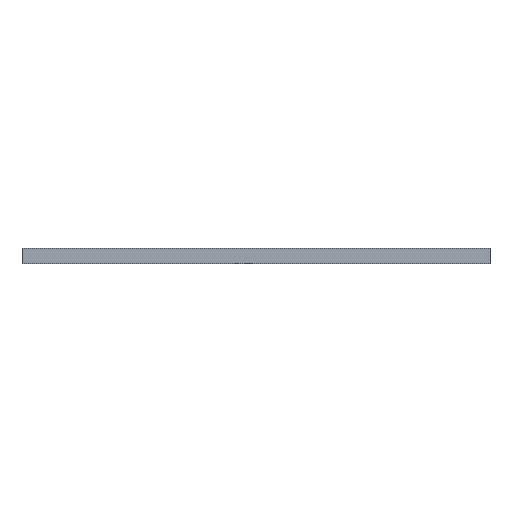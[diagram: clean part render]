
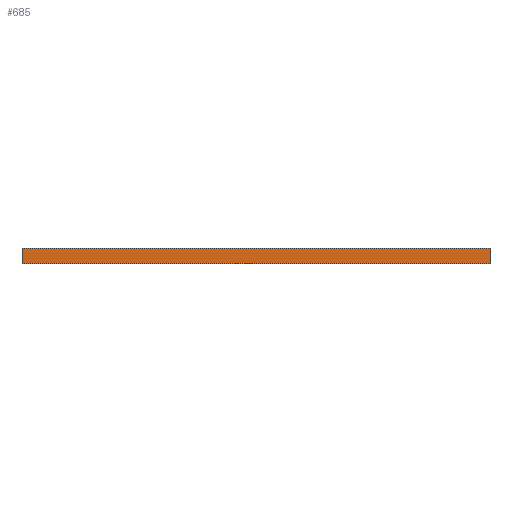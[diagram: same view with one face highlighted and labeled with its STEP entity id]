
A CAD part, left-side view. The second image highlights one B-rep face of the part: STEP entity #685.
In plain terms, the highlighted planar face has unit normal (-1, 0, 0).
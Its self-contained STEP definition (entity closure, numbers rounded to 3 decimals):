
#41 = EDGE_CURVE ( 'NONE', #1136, #857, #144, .T. ) ;
#55 = VERTEX_POINT ( 'NONE', #243 ) ;
#56 = CARTESIAN_POINT ( 'NONE',  ( -115., -75., 0. ) ) ;
#83 = FACE_OUTER_BOUND ( 'NONE', #1090, .T. ) ;
#107 = ORIENTED_EDGE ( 'NONE', *, *, #273, .T. ) ;
#122 = CARTESIAN_POINT ( 'NONE',  ( -115., -75., 5. ) ) ;
#140 = VECTOR ( 'NONE', #702, 1000. ) ;
#144 = LINE ( 'NONE', #516, #140 ) ;
#163 = AXIS2_PLACEMENT_3D ( 'NONE', #793, #807, #816 ) ;
#205 = LINE ( 'NONE', #1022, #635 ) ;
#223 = VECTOR ( 'NONE', #551, 1000. ) ;
#239 = ORIENTED_EDGE ( 'NONE', *, *, #1078, .T. ) ;
#243 = CARTESIAN_POINT ( 'NONE',  ( -115., 75., 0. ) ) ;
#273 = EDGE_CURVE ( 'NONE', #575, #55, #545, .T. ) ;
#277 = ORIENTED_EDGE ( 'NONE', *, *, #41, .F. ) ;
#354 = LINE ( 'NONE', #1157, #469 ) ;
#469 = VECTOR ( 'NONE', #543, 1000. ) ;
#516 = CARTESIAN_POINT ( 'NONE',  ( -115., -75., 5. ) ) ;
#525 = CARTESIAN_POINT ( 'NONE',  ( -115., 75., 5. ) ) ;
#543 = DIRECTION ( 'NONE',  ( 0., -1., 0. ) ) ;
#545 = LINE ( 'NONE', #998, #223 ) ;
#551 = DIRECTION ( 'NONE',  ( 0., 0., -1. ) ) ;
#575 = VERTEX_POINT ( 'NONE', #525 ) ;
#585 = ORIENTED_EDGE ( 'NONE', *, *, #1135, .F. ) ;
#635 = VECTOR ( 'NONE', #661, 1000. ) ;
#661 = DIRECTION ( 'NONE',  ( 0., -1., 0. ) ) ;
#685 = ADVANCED_FACE ( 'NONE', ( #83 ), #1158, .F. ) ;
#702 = DIRECTION ( 'NONE',  ( 0., 0., -1. ) ) ;
#793 = CARTESIAN_POINT ( 'NONE',  ( -115., -75., 5. ) ) ;
#807 = DIRECTION ( 'NONE',  ( 1., 0., 0. ) ) ;
#816 = DIRECTION ( 'NONE',  ( 0., 1., 0. ) ) ;
#857 = VERTEX_POINT ( 'NONE', #56 ) ;
#998 = CARTESIAN_POINT ( 'NONE',  ( -115., 75., 5. ) ) ;
#1022 = CARTESIAN_POINT ( 'NONE',  ( -115., -75., 5. ) ) ;
#1078 = EDGE_CURVE ( 'NONE', #55, #857, #354, .T. ) ;
#1090 = EDGE_LOOP ( 'NONE', ( #239, #277, #585, #107 ) ) ;
#1135 = EDGE_CURVE ( 'NONE', #575, #1136, #205, .T. ) ;
#1136 = VERTEX_POINT ( 'NONE', #122 ) ;
#1157 = CARTESIAN_POINT ( 'NONE',  ( -115., -75., 0. ) ) ;
#1158 = PLANE ( 'NONE',  #163 ) ;
